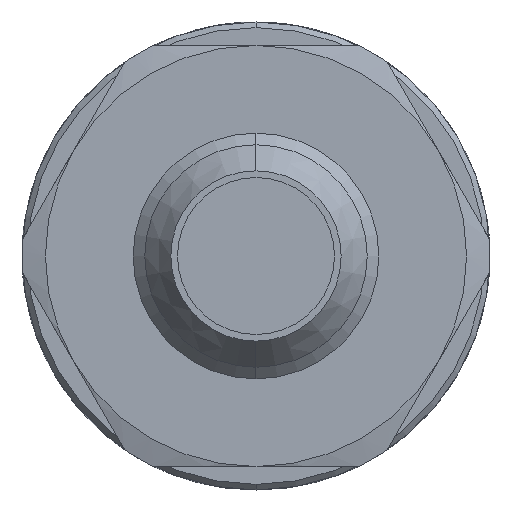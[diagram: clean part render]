
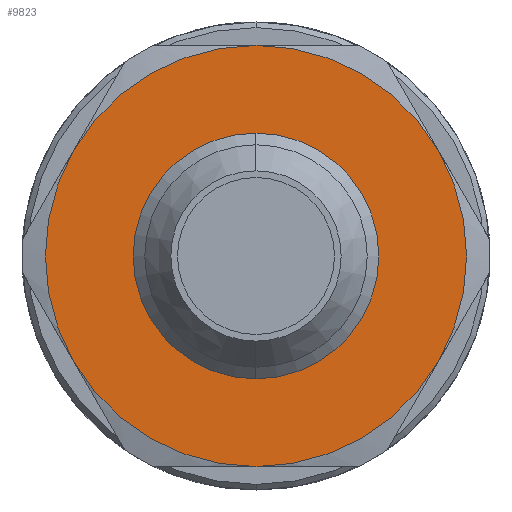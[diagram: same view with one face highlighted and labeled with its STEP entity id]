
A CAD part, left-side view. The second image highlights one B-rep face of the part: STEP entity #9823.
In plain terms, the highlighted planar face has unit normal (-1, 0, 0).
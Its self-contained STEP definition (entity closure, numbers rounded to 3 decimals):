
#201 = DIRECTION ( 'NONE',  ( 0., 0., 1. ) ) ;
#294 = CARTESIAN_POINT ( 'NONE',  ( 745.895, 933.302, 28.575 ) ) ;
#397 = VERTEX_POINT ( 'NONE', #7689 ) ;
#536 = DIRECTION ( 'NONE',  ( 0., 0., 1. ) ) ;
#746 = DIRECTION ( 'NONE',  ( -1., 0., 0. ) ) ;
#778 = CIRCLE ( 'NONE', #9972, 15.964 ) ;
#822 = ORIENTED_EDGE ( 'NONE', *, *, #9706, .T. ) ;
#1006 = CARTESIAN_POINT ( 'NONE',  ( 745.895, 933.302, 0. ) ) ;
#1231 = ORIENTED_EDGE ( 'NONE', *, *, #9132, .T. ) ;
#1278 = DIRECTION ( 'NONE',  ( -1., 0., 0. ) ) ;
#1450 = CARTESIAN_POINT ( 'NONE',  ( 745.895, 933.302, 0. ) ) ;
#1993 = CIRCLE ( 'NONE', #9117, 28.575 ) ;
#2151 = CARTESIAN_POINT ( 'NONE',  ( 745.895, 933.302, 0. ) ) ;
#2164 = CARTESIAN_POINT ( 'NONE',  ( 745.895, 933.302, 0. ) ) ;
#2196 = CARTESIAN_POINT ( 'NONE',  ( 745.895, 933.302, 0. ) ) ;
#2333 = CARTESIAN_POINT ( 'NONE',  ( 745.895, 933.302, -28.575 ) ) ;
#2533 = VERTEX_POINT ( 'NONE', #8857 ) ;
#2645 = VERTEX_POINT ( 'NONE', #10023 ) ;
#3013 = CARTESIAN_POINT ( 'NONE',  ( 745.895, 933.302, 0. ) ) ;
#3052 = CIRCLE ( 'NONE', #7284, 15.964 ) ;
#3155 = EDGE_LOOP ( 'NONE', ( #9432, #5368 ) ) ;
#3214 = EDGE_CURVE ( 'NONE', #10136, #2645, #4800, .T. ) ;
#3283 = CARTESIAN_POINT ( 'NONE',  ( 745.895, 958.049, 14.288 ) ) ;
#3438 = EDGE_LOOP ( 'NONE', ( #1231, #7052, #7902, #10736, #822, #10345 ) ) ;
#3818 = VERTEX_POINT ( 'NONE', #10370 ) ;
#4093 = PLANE ( 'NONE',  #4955 ) ;
#4102 = CIRCLE ( 'NONE', #7543, 28.575 ) ;
#4569 = DIRECTION ( 'NONE',  ( 0., 0., 1. ) ) ;
#4619 = DIRECTION ( 'NONE',  ( 0., 0., 1. ) ) ;
#4800 = CIRCLE ( 'NONE', #8209, 28.575 ) ;
#4881 = AXIS2_PLACEMENT_3D ( 'NONE', #2164, #9537, #5409 ) ;
#4955 = AXIS2_PLACEMENT_3D ( 'NONE', #9977, #8333, #7529 ) ;
#4980 = EDGE_CURVE ( 'NONE', #7522, #8919, #6082, .T. ) ;
#5049 = EDGE_CURVE ( 'NONE', #397, #5592, #9380, .T. ) ;
#5119 = AXIS2_PLACEMENT_3D ( 'NONE', #1450, #746, #9780 ) ;
#5368 = ORIENTED_EDGE ( 'NONE', *, *, #5397, .F. ) ;
#5397 = EDGE_CURVE ( 'NONE', #2533, #3818, #778, .T. ) ;
#5409 = DIRECTION ( 'NONE',  ( 0., 0., 1. ) ) ;
#5445 = DIRECTION ( 'NONE',  ( 0., 0., 1. ) ) ;
#5470 = DIRECTION ( 'NONE',  ( -1., 0., 0. ) ) ;
#5592 = VERTEX_POINT ( 'NONE', #294 ) ;
#6082 = CIRCLE ( 'NONE', #7383, 28.575 ) ;
#6228 = CARTESIAN_POINT ( 'NONE',  ( 745.895, 933.302, 0. ) ) ;
#7052 = ORIENTED_EDGE ( 'NONE', *, *, #3214, .T. ) ;
#7178 = DIRECTION ( 'NONE',  ( -1., 0., 0. ) ) ;
#7251 = DIRECTION ( 'NONE',  ( 0., 0., 1. ) ) ;
#7284 = AXIS2_PLACEMENT_3D ( 'NONE', #2196, #9778, #7251 ) ;
#7383 = AXIS2_PLACEMENT_3D ( 'NONE', #3013, #7178, #4619 ) ;
#7522 = VERTEX_POINT ( 'NONE', #2333 ) ;
#7529 = DIRECTION ( 'NONE',  ( 0., 0., -1. ) ) ;
#7543 = AXIS2_PLACEMENT_3D ( 'NONE', #10521, #5470, #536 ) ;
#7689 = CARTESIAN_POINT ( 'NONE',  ( 745.895, 908.555, 14.287 ) ) ;
#7884 = EDGE_CURVE ( 'NONE', #2645, #7522, #4102, .T. ) ;
#7902 = ORIENTED_EDGE ( 'NONE', *, *, #7884, .T. ) ;
#8209 = AXIS2_PLACEMENT_3D ( 'NONE', #6228, #1278, #5445 ) ;
#8333 = DIRECTION ( 'NONE',  ( 1., 0., 0. ) ) ;
#8488 = CARTESIAN_POINT ( 'NONE',  ( 745.895, 908.555, -14.287 ) ) ;
#8756 = DIRECTION ( 'NONE',  ( -1., 0., 0. ) ) ;
#8781 = CIRCLE ( 'NONE', #4881, 28.575 ) ;
#8857 = CARTESIAN_POINT ( 'NONE',  ( 745.895, 933.302, -15.964 ) ) ;
#8919 = VERTEX_POINT ( 'NONE', #8488 ) ;
#9117 = AXIS2_PLACEMENT_3D ( 'NONE', #2151, #8756, #4569 ) ;
#9132 = EDGE_CURVE ( 'NONE', #5592, #10136, #8781, .T. ) ;
#9207 = EDGE_CURVE ( 'NONE', #3818, #2533, #3052, .T. ) ;
#9342 = DIRECTION ( 'NONE',  ( -1., 0., 0. ) ) ;
#9380 = CIRCLE ( 'NONE', #5119, 28.575 ) ;
#9432 = ORIENTED_EDGE ( 'NONE', *, *, #9207, .F. ) ;
#9537 = DIRECTION ( 'NONE',  ( -1., 0., 0. ) ) ;
#9706 = EDGE_CURVE ( 'NONE', #8919, #397, #1993, .T. ) ;
#9778 = DIRECTION ( 'NONE',  ( -1., 0., 0. ) ) ;
#9780 = DIRECTION ( 'NONE',  ( 0., 0., 1. ) ) ;
#9823 = ADVANCED_FACE ( 'NONE', ( #10214, #9936 ), #4093, .F. ) ;
#9936 = FACE_OUTER_BOUND ( 'NONE', #3438, .T. ) ;
#9972 = AXIS2_PLACEMENT_3D ( 'NONE', #1006, #9342, #201 ) ;
#9977 = CARTESIAN_POINT ( 'NONE',  ( 745.895, 949.266, 0. ) ) ;
#10023 = CARTESIAN_POINT ( 'NONE',  ( 745.895, 958.049, -14.288 ) ) ;
#10136 = VERTEX_POINT ( 'NONE', #3283 ) ;
#10214 = FACE_BOUND ( 'NONE', #3155, .T. ) ;
#10345 = ORIENTED_EDGE ( 'NONE', *, *, #5049, .T. ) ;
#10370 = CARTESIAN_POINT ( 'NONE',  ( 745.895, 933.302, 15.964 ) ) ;
#10521 = CARTESIAN_POINT ( 'NONE',  ( 745.895, 933.302, 0. ) ) ;
#10736 = ORIENTED_EDGE ( 'NONE', *, *, #4980, .T. ) ;
